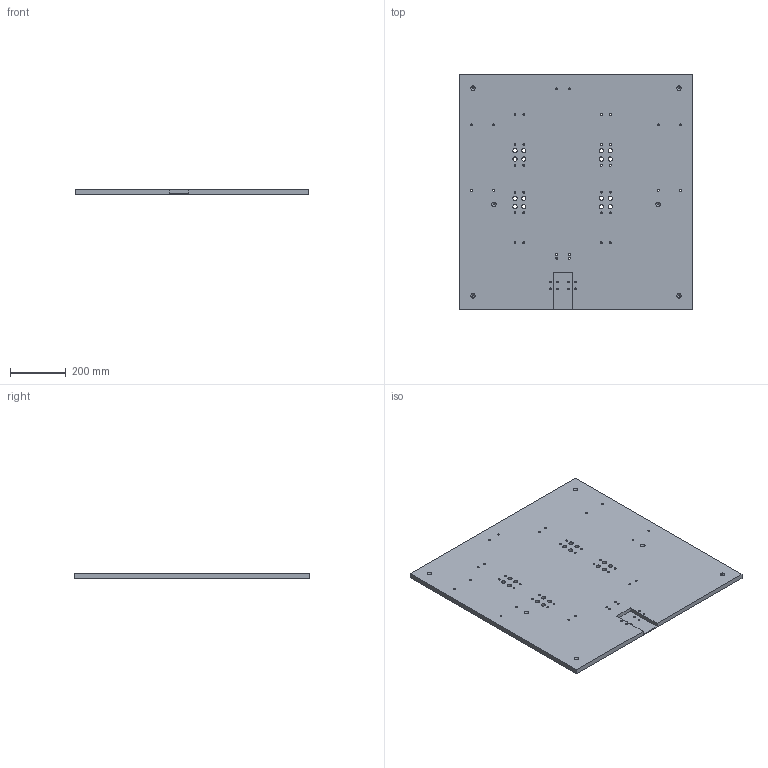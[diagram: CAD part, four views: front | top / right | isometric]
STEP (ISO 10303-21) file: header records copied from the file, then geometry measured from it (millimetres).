
FILE_DESCRIPTION(/* description */ (''),/* implementation_level */ '2;1');
FILE_NAME(/* name */ 'Base v16.step',/* time_stamp */ '2020-04-14T15:48:59+01:00',/* author */ (''),/* organization */ (''),/* preprocessor_version */ 'ST-DEVELOPER v18.1',/* originating_system */ 'Autodesk Translation Framework v9.2.0.1227',/* authorisation */ '');
FILE_SCHEMA (('AUTOMOTIVE_DESIGN { 1 0 10303 214 3 1 1 }'));
Length unit declared in the file: millimetre
Products named in the file (1): Base
Bounding box: 840 x 845.5 x 18 mm (x, y, z)
Volume: 12535092.4 mm3; surface area: 1513146.2 mm2
Topology: 1 solids, 1 shells, 132 faces, 312 edges, 206 vertices
Faces by surface type: cylinder 92, plane 34, cone 6
Full cylindrical faces by diameter (mm): 5 x4, 6 x10, 7 x38, 15 x40
Entity records: 4210 total; most frequent: DIRECTION 768, CARTESIAN_POINT 651, ORIENTED_EDGE 624, AXIS2_PLACEMENT_3D 323, EDGE_CURVE 312, EDGE_LOOP 292, VERTEX_POINT 206, CIRCLE 190
